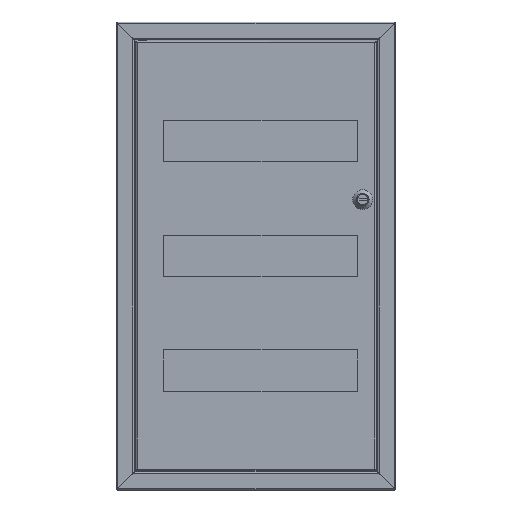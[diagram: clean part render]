
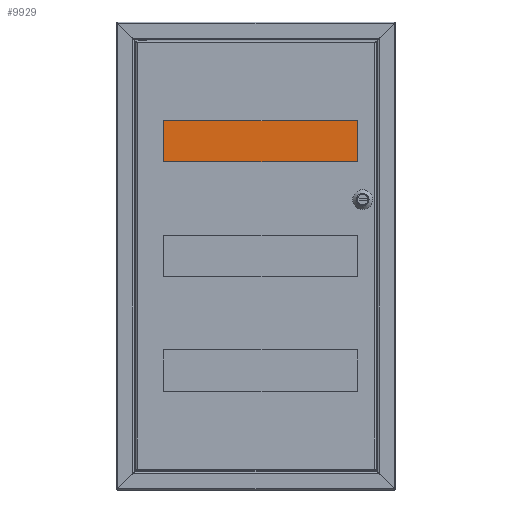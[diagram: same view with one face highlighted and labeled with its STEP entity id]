
A CAD part, top view. The second image highlights one B-rep face of the part: STEP entity #9929.
In plain terms, the highlighted planar face has unit normal (0, 0, 1).
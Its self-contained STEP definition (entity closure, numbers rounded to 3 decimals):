
#682 = CARTESIAN_POINT ( 'NONE',  ( 123., -40., 2. ) ) ;
#690 = CARTESIAN_POINT ( 'NONE',  ( -123., -40., 2. ) ) ;
#700 = DIRECTION ( 'NONE',  ( 0., -1., 0. ) ) ;
#705 = DIRECTION ( 'NONE',  ( 0., 1., 0. ) ) ;
#729 = CARTESIAN_POINT ( 'NONE',  ( 123., 40., 2. ) ) ;
#737 = DIRECTION ( 'NONE',  ( -1., 0., 0. ) ) ;
#1753 = AXIS2_PLACEMENT_3D ( 'NONE', #16661, #16687, #16680 ) ;
#4409 = LINE ( 'NONE', #729, #4421 ) ;
#4421 = VECTOR ( 'NONE', #737, 1000. ) ;
#4431 = LINE ( 'NONE', #690, #4525 ) ;
#4491 = LINE ( 'NONE', #682, #4503 ) ;
#4503 = VECTOR ( 'NONE', #705, 1000. ) ;
#4525 = VECTOR ( 'NONE', #700, 1000. ) ;
#5530 = VECTOR ( 'NONE', #8403, 1000. ) ;
#5568 = LINE ( 'NONE', #8379, #5530 ) ;
#8379 = CARTESIAN_POINT ( 'NONE',  ( 123., -40., 2. ) ) ;
#8403 = DIRECTION ( 'NONE',  ( 1., 0., 0. ) ) ;
#9929 = ADVANCED_FACE ( 'NONE', ( #25978 ), #16690, .T. ) ;
#13270 = EDGE_CURVE ( 'NONE', #23906, #23882, #5568, .T. ) ;
#13712 = EDGE_CURVE ( 'NONE', #23897, #23906, #4431, .T. ) ;
#13717 = EDGE_CURVE ( 'NONE', #23882, #23953, #4491, .T. ) ;
#13719 = EDGE_CURVE ( 'NONE', #23953, #23897, #4409, .T. ) ;
#16661 = CARTESIAN_POINT ( 'NONE',  ( 0., 0., 2. ) ) ;
#16680 = DIRECTION ( 'NONE',  ( 1., 0., 0. ) ) ;
#16687 = DIRECTION ( 'NONE',  ( 0., 0., 1. ) ) ;
#16690 = PLANE ( 'NONE',  #1753 ) ;
#16981 = ORIENTED_EDGE ( 'NONE', *, *, #13270, .T. ) ;
#16986 = ORIENTED_EDGE ( 'NONE', *, *, #13712, .T. ) ;
#17041 = ORIENTED_EDGE ( 'NONE', *, *, #13719, .T. ) ;
#17046 = ORIENTED_EDGE ( 'NONE', *, *, #13717, .T. ) ;
#18947 = CARTESIAN_POINT ( 'NONE',  ( -123., -40., 2. ) ) ;
#18973 = CARTESIAN_POINT ( 'NONE',  ( 123., -40., 2. ) ) ;
#18985 = CARTESIAN_POINT ( 'NONE',  ( -123., 40., 2. ) ) ;
#19077 = CARTESIAN_POINT ( 'NONE',  ( 123., 40., 2. ) ) ;
#23882 = VERTEX_POINT ( 'NONE', #18973 ) ;
#23897 = VERTEX_POINT ( 'NONE', #18985 ) ;
#23906 = VERTEX_POINT ( 'NONE', #18947 ) ;
#23953 = VERTEX_POINT ( 'NONE', #19077 ) ;
#25978 = FACE_OUTER_BOUND ( 'NONE', #26267, .T. ) ;
#26267 = EDGE_LOOP ( 'NONE', ( #16986, #16981, #17046, #17041 ) ) ;
